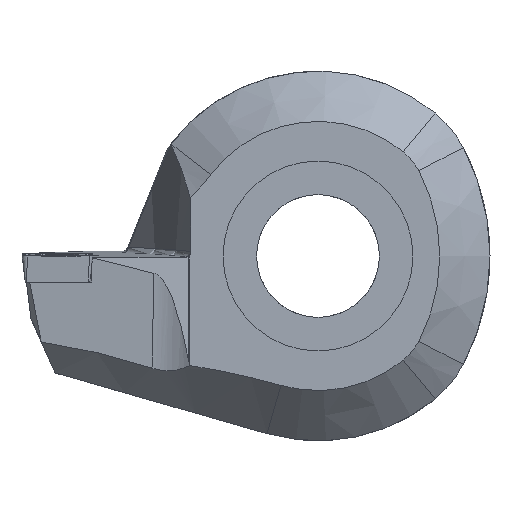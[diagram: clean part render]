
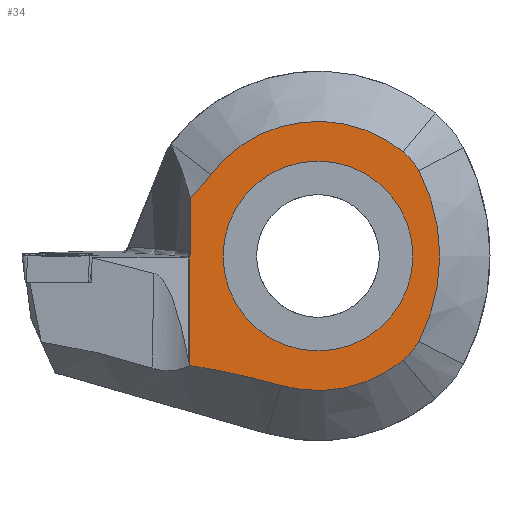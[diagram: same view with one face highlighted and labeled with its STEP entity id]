
A CAD part, left-side view. The second image highlights one B-rep face of the part: STEP entity #34.
In plain terms, the highlighted planar face has unit normal (-1, 0, 0).
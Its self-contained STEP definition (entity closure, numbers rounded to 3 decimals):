
#1 = VERTEX_POINT ( 'NONE', #1658 ) ;
#34 = ADVANCED_FACE ( 'NONE', ( #1838, #3089 ), #1696, .F. ) ;
#69 = VECTOR ( 'NONE', #550, 1000. ) ;
#81 = CARTESIAN_POINT ( 'NONE',  ( -10., 11.5, 0.091 ) ) ;
#88 = ORIENTED_EDGE ( 'NONE', *, *, #1896, .F. ) ;
#91 = CARTESIAN_POINT ( 'NONE',  ( -10., 11.482, -9.806 ) ) ;
#132 = AXIS2_PLACEMENT_3D ( 'NONE', #499, #2522, #3057 ) ;
#167 = CIRCLE ( 'NONE', #1315, 12.05 ) ;
#183 = DIRECTION ( 'NONE',  ( 0., 1., 0. ) ) ;
#220 = EDGE_CURVE ( 'NONE', #2531, #2531, #3265, .T. ) ;
#246 = ORIENTED_EDGE ( 'NONE', *, *, #2375, .F. ) ;
#259 = EDGE_CURVE ( 'NONE', #1644, #2586, #789, .T. ) ;
#279 = ORIENTED_EDGE ( 'NONE', *, *, #3189, .T. ) ;
#323 =( BOUNDED_CURVE ( )  B_SPLINE_CURVE ( 3, ( #1500, #1814, #2073, #91 ),
 .UNSPECIFIED., .F., .T. ) 
 B_SPLINE_CURVE_WITH_KNOTS ( ( 4, 4 ),
 ( 0.519, 0.523 ),
 .UNSPECIFIED. ) 
 CURVE ( )  GEOMETRIC_REPRESENTATION_ITEM ( )  RATIONAL_B_SPLINE_CURVE ( ( 1., 1., 1., 1. ) ) 
 REPRESENTATION_ITEM ( '' )  );
#324 = EDGE_CURVE ( 'NONE', #2685, #2745, #1084, .T. ) ;
#499 = CARTESIAN_POINT ( 'NONE',  ( -10., 21.1, -73.585 ) ) ;
#508 = CIRCLE ( 'NONE', #132, 64.5 ) ;
#550 = DIRECTION ( 'NONE',  ( 0., 0., 1. ) ) ;
#598 = CARTESIAN_POINT ( 'NONE',  ( -10., 11.434, 5.238 ) ) ;
#614 = CARTESIAN_POINT ( 'NONE',  ( -10., 11.418, 3.629 ) ) ;
#615 = AXIS2_PLACEMENT_3D ( 'NONE', #3274, #686, #699 ) ;
#686 = DIRECTION ( 'NONE',  ( 1., 0., 0. ) ) ;
#688 = CARTESIAN_POINT ( 'NONE',  ( -10., 0., 0. ) ) ;
#699 = DIRECTION ( 'NONE',  ( 0., 1., 0. ) ) ;
#784 = EDGE_CURVE ( 'NONE', #1, #2668, #3402, .T. ) ;
#789 = CIRCLE ( 'NONE', #615, 12.05 ) ;
#881 = EDGE_CURVE ( 'NONE', #3313, #3714, #2769, .T. ) ;
#1003 = ORIENTED_EDGE ( 'NONE', *, *, #1634, .T. ) ;
#1025 = VERTEX_POINT ( 'NONE', #2639 ) ;
#1084 = B_SPLINE_CURVE_WITH_KNOTS ( 'NONE', 3,
 ( #1853, #3531, #1805, #81 ),
 .UNSPECIFIED., .F., .F.,
 ( 4, 4 ),
 ( 0., 0. ),
 .UNSPECIFIED. ) ;
#1181 = CARTESIAN_POINT ( 'NONE',  ( -10., 11.402, 2.019 ) ) ;
#1183 = EDGE_LOOP ( 'NONE', ( #2184 ) ) ;
#1186 = AXIS2_PLACEMENT_3D ( 'NONE', #1744, #2007, #2617 ) ;
#1210 = CARTESIAN_POINT ( 'NONE',  ( -10., 3.321, -11.583 ) ) ;
#1315 = AXIS2_PLACEMENT_3D ( 'NONE', #688, #3550, #1818 ) ;
#1356 = CARTESIAN_POINT ( 'NONE',  ( -10., -4.151, -5.067 ) ) ;
#1379 = EDGE_CURVE ( 'NONE', #2586, #3456, #508, .T. ) ;
#1411 = DIRECTION ( 'NONE',  ( -1., 0., 0. ) ) ;
#1429 = CARTESIAN_POINT ( 'NONE',  ( -10., 5.5, 0. ) ) ;
#1465 = CARTESIAN_POINT ( 'NONE',  ( -10., 11.5, -16.55 ) ) ;
#1468 = CIRCLE ( 'NONE', #1722, 5.5 ) ;
#1500 = CARTESIAN_POINT ( 'NONE',  ( -10., 11.5, -9.731 ) ) ;
#1504 = DIRECTION ( 'NONE',  ( 1., 0., 0. ) ) ;
#1508 = CARTESIAN_POINT ( 'NONE',  ( -10., -4.151, 5.067 ) ) ;
#1519 = DIRECTION ( 'NONE',  ( -1., 0., 0. ) ) ;
#1529 = EDGE_CURVE ( 'NONE', #2342, #2745, #3300, .T. ) ;
#1539 = CARTESIAN_POINT ( 'NONE',  ( -10., 11.387, 0.407 ) ) ;
#1634 = EDGE_CURVE ( 'NONE', #2668, #3313, #167, .T. ) ;
#1644 = VERTEX_POINT ( 'NONE', #2424 ) ;
#1658 = CARTESIAN_POINT ( 'NONE',  ( -10., -9.02, 7.624 ) ) ;
#1696 = PLANE ( 'NONE',  #3012 ) ;
#1719 = DIRECTION ( 'NONE',  ( 1., 0., 0. ) ) ;
#1722 = AXIS2_PLACEMENT_3D ( 'NONE', #1356, #2459, #183 ) ;
#1744 = CARTESIAN_POINT ( 'NONE',  ( -10., 23.298, 17.723 ) ) ;
#1805 = CARTESIAN_POINT ( 'NONE',  ( -10., 11.426, 0.18 ) ) ;
#1814 = CARTESIAN_POINT ( 'NONE',  ( -10., 11.494, -9.756 ) ) ;
#1818 = DIRECTION ( 'NONE',  ( 0., 1., 0. ) ) ;
#1837 = ORIENTED_EDGE ( 'NONE', *, *, #1379, .F. ) ;
#1838 = FACE_BOUND ( 'NONE', #1183, .T. ) ;
#1847 = CARTESIAN_POINT ( 'NONE',  ( -10., 8.5, 0. ) ) ;
#1853 = CARTESIAN_POINT ( 'NONE',  ( -10., 11.387, 0.407 ) ) ;
#1896 = EDGE_CURVE ( 'NONE', #2685, #3714, #3394, .T. ) ;
#1939 = AXIS2_PLACEMENT_3D ( 'NONE', #1429, #1411, #3405 ) ;
#1957 = ORIENTED_EDGE ( 'NONE', *, *, #784, .T. ) ;
#2007 = DIRECTION ( 'NONE',  ( 1., 0., 0. ) ) ;
#2056 = CARTESIAN_POINT ( 'NONE',  ( -10., 11.387, 0.407 ) ) ;
#2073 = CARTESIAN_POINT ( 'NONE',  ( -10., 11.488, -9.781 ) ) ;
#2109 = ORIENTED_EDGE ( 'NONE', *, *, #3575, .T. ) ;
#2156 = ORIENTED_EDGE ( 'NONE', *, *, #1529, .F. ) ;
#2175 = DIRECTION ( 'NONE',  ( 0., 1., 0. ) ) ;
#2184 = ORIENTED_EDGE ( 'NONE', *, *, #220, .T. ) ;
#2342 = VERTEX_POINT ( 'NONE', #3588 ) ;
#2364 = EDGE_LOOP ( 'NONE', ( #1003, #3264, #88, #3363, #2156, #279, #1837, #2499, #246, #2109, #1957 ) ) ;
#2371 = DIRECTION ( 'NONE',  ( 0., 1., 0. ) ) ;
#2375 = EDGE_CURVE ( 'NONE', #1025, #1644, #1468, .T. ) ;
#2424 = CARTESIAN_POINT ( 'NONE',  ( -10., -7.636, -9.322 ) ) ;
#2459 = DIRECTION ( 'NONE',  ( 1., 0., 0. ) ) ;
#2499 = ORIENTED_EDGE ( 'NONE', *, *, #259, .F. ) ;
#2501 = CARTESIAN_POINT ( 'NONE',  ( -10., 11.5, 0.091 ) ) ;
#2522 = DIRECTION ( 'NONE',  ( -1., 0., 0. ) ) ;
#2531 = VERTEX_POINT ( 'NONE', #1847 ) ;
#2586 = VERTEX_POINT ( 'NONE', #1210 ) ;
#2617 = DIRECTION ( 'NONE',  ( 0., 1., 0. ) ) ;
#2635 = CARTESIAN_POINT ( 'NONE',  ( -10., 11.434, 5.238 ) ) ;
#2639 = CARTESIAN_POINT ( 'NONE',  ( -10., -9.02, -7.624 ) ) ;
#2668 = VERTEX_POINT ( 'NONE', #3549 ) ;
#2685 = VERTEX_POINT ( 'NONE', #1539 ) ;
#2745 = VERTEX_POINT ( 'NONE', #2501 ) ;
#2769 = CIRCLE ( 'NONE', #1186, 17.223 ) ;
#2940 = AXIS2_PLACEMENT_3D ( 'NONE', #1508, #1519, #2175 ) ;
#3012 = AXIS2_PLACEMENT_3D ( 'NONE', #1465, #1719, #3748 ) ;
#3057 = DIRECTION ( 'NONE',  ( 0., 1., 0. ) ) ;
#3080 = AXIS2_PLACEMENT_3D ( 'NONE', #3198, #1504, #2371 ) ;
#3089 = FACE_OUTER_BOUND ( 'NONE', #2364, .T. ) ;
#3189 = EDGE_CURVE ( 'NONE', #2342, #3456, #323, .T. ) ;
#3198 = CARTESIAN_POINT ( 'NONE',  ( -10., 0., 0. ) ) ;
#3264 = ORIENTED_EDGE ( 'NONE', *, *, #881, .T. ) ;
#3265 = CIRCLE ( 'NONE', #3080, 8.5 ) ;
#3274 = CARTESIAN_POINT ( 'NONE',  ( -10., 0., 0. ) ) ;
#3300 = LINE ( 'NONE', #3732, #69 ) ;
#3313 = VERTEX_POINT ( 'NONE', #3582 ) ;
#3363 = ORIENTED_EDGE ( 'NONE', *, *, #324, .T. ) ;
#3394 =( BOUNDED_CURVE ( )  B_SPLINE_CURVE ( 3, ( #2056, #1181, #614, #598 ),
 .UNSPECIFIED., .F., .T. ) 
 B_SPLINE_CURVE_WITH_KNOTS ( ( 4, 4 ),
 ( 1.839, 1.844 ),
 .UNSPECIFIED. ) 
 CURVE ( )  GEOMETRIC_REPRESENTATION_ITEM ( )  RATIONAL_B_SPLINE_CURVE ( ( 1., 1., 1., 1. ) ) 
 REPRESENTATION_ITEM ( '' )  );
#3402 = CIRCLE ( 'NONE', #2940, 5.5 ) ;
#3405 = DIRECTION ( 'NONE',  ( 0., 1., 0. ) ) ;
#3456 = VERTEX_POINT ( 'NONE', #3657 ) ;
#3531 = CARTESIAN_POINT ( 'NONE',  ( -10., 11.386, 0.291 ) ) ;
#3549 = CARTESIAN_POINT ( 'NONE',  ( -10., -7.636, 9.322 ) ) ;
#3550 = DIRECTION ( 'NONE',  ( -1., 0., 0. ) ) ;
#3575 = EDGE_CURVE ( 'NONE', #1025, #1, #3712, .T. ) ;
#3582 = CARTESIAN_POINT ( 'NONE',  ( -10., 9.591, 7.296 ) ) ;
#3588 = CARTESIAN_POINT ( 'NONE',  ( -10., 11.5, -9.731 ) ) ;
#3657 = CARTESIAN_POINT ( 'NONE',  ( -10., 11.482, -9.806 ) ) ;
#3712 = CIRCLE ( 'NONE', #1939, 16.4 ) ;
#3714 = VERTEX_POINT ( 'NONE', #2635 ) ;
#3732 = CARTESIAN_POINT ( 'NONE',  ( -10., 11.5, -16.55 ) ) ;
#3748 = DIRECTION ( 'NONE',  ( 0., 1., 0. ) ) ;
